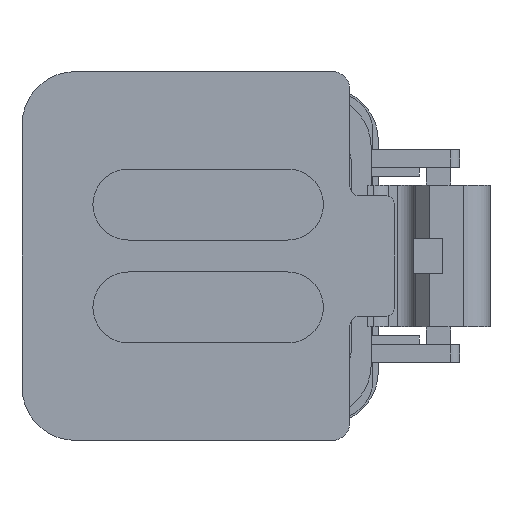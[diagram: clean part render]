
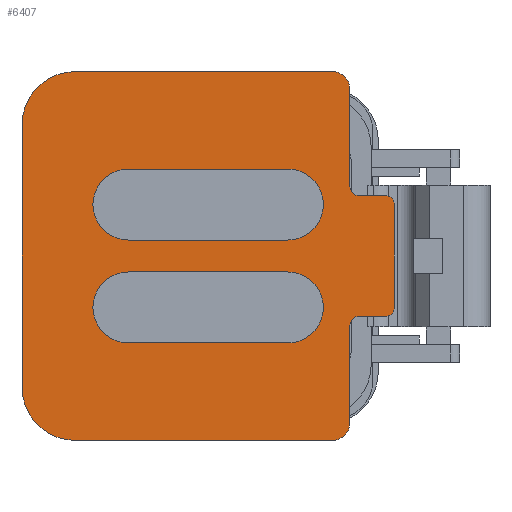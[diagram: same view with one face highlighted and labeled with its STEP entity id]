
A CAD part, left-side view. The second image highlights one B-rep face of the part: STEP entity #6407.
In plain terms, the highlighted face is planar.
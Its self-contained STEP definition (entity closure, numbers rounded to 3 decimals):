
#114=CIRCLE('',#6851,3.);
#116=CIRCLE('',#6855,3.);
#118=CIRCLE('',#6859,1.);
#120=CIRCLE('',#6862,0.5);
#121=CIRCLE('',#6864,0.5);
#122=CIRCLE('',#6867,0.5);
#124=CIRCLE('',#6870,0.5);
#126=CIRCLE('',#6873,2.);
#128=CIRCLE('',#6877,2.);
#130=CIRCLE('',#6881,2.);
#132=CIRCLE('',#6886,2.);
#134=CIRCLE('',#6889,1.);
#974=ORIENTED_EDGE('',*,*,#2587,.F.);
#975=ORIENTED_EDGE('',*,*,#2591,.F.);
#976=ORIENTED_EDGE('',*,*,#2594,.F.);
#977=ORIENTED_EDGE('',*,*,#2598,.F.);
#978=ORIENTED_EDGE('',*,*,#2577,.F.);
#979=ORIENTED_EDGE('',*,*,#2581,.F.);
#980=ORIENTED_EDGE('',*,*,#2584,.F.);
#981=ORIENTED_EDGE('',*,*,#2596,.F.);
#982=ORIENTED_EDGE('',*,*,#2550,.T.);
#983=ORIENTED_EDGE('',*,*,#2554,.T.);
#984=ORIENTED_EDGE('',*,*,#2557,.T.);
#985=ORIENTED_EDGE('',*,*,#2560,.T.);
#986=ORIENTED_EDGE('',*,*,#2563,.T.);
#987=ORIENTED_EDGE('',*,*,#2565,.T.);
#988=ORIENTED_EDGE('',*,*,#2523,.T.);
#989=ORIENTED_EDGE('',*,*,#2567,.F.);
#990=ORIENTED_EDGE('',*,*,#2529,.T.);
#991=ORIENTED_EDGE('',*,*,#2569,.T.);
#992=ORIENTED_EDGE('',*,*,#2571,.T.);
#993=ORIENTED_EDGE('',*,*,#2572,.T.);
#994=ORIENTED_EDGE('',*,*,#2535,.T.);
#995=ORIENTED_EDGE('',*,*,#2574,.F.);
#996=ORIENTED_EDGE('',*,*,#2541,.T.);
#997=ORIENTED_EDGE('',*,*,#2600,.T.);
#2523=EDGE_CURVE('',#3394,#3393,#4047,.T.);
#2529=EDGE_CURVE('',#3400,#3399,#4053,.T.);
#2535=EDGE_CURVE('',#3406,#3405,#4059,.T.);
#2541=EDGE_CURVE('',#3412,#3411,#4065,.T.);
#2550=EDGE_CURVE('',#3419,#3418,#4072,.T.);
#2554=EDGE_CURVE('',#3418,#3421,#114,.T.);
#2557=EDGE_CURVE('',#3421,#3423,#4077,.T.);
#2560=EDGE_CURVE('',#3423,#3425,#116,.T.);
#2563=EDGE_CURVE('',#3425,#3427,#4081,.T.);
#2565=EDGE_CURVE('',#3427,#3394,#118,.T.);
#2567=EDGE_CURVE('',#3400,#3393,#120,.T.);
#2569=EDGE_CURVE('',#3399,#3428,#121,.T.);
#2571=EDGE_CURVE('',#3428,#3429,#4084,.T.);
#2572=EDGE_CURVE('',#3429,#3406,#122,.T.);
#2574=EDGE_CURVE('',#3412,#3405,#124,.T.);
#2577=EDGE_CURVE('',#3432,#3433,#126,.T.);
#2581=EDGE_CURVE('',#3435,#3432,#4089,.T.);
#2584=EDGE_CURVE('',#3437,#3435,#128,.T.);
#2587=EDGE_CURVE('',#3440,#3441,#4093,.T.);
#2591=EDGE_CURVE('',#3443,#3440,#130,.T.);
#2594=EDGE_CURVE('',#3445,#3443,#4098,.T.);
#2596=EDGE_CURVE('',#3433,#3437,#4100,.T.);
#2598=EDGE_CURVE('',#3441,#3445,#132,.T.);
#2600=EDGE_CURVE('',#3411,#3419,#134,.T.);
#3393=VERTEX_POINT('',#9654);
#3394=VERTEX_POINT('',#9656);
#3399=VERTEX_POINT('',#9667);
#3400=VERTEX_POINT('',#9669);
#3405=VERTEX_POINT('',#9680);
#3406=VERTEX_POINT('',#9682);
#3411=VERTEX_POINT('',#9693);
#3412=VERTEX_POINT('',#9695);
#3418=VERTEX_POINT('',#9711);
#3419=VERTEX_POINT('',#9713);
#3421=VERTEX_POINT('',#9719);
#3423=VERTEX_POINT('',#9725);
#3425=VERTEX_POINT('',#9731);
#3427=VERTEX_POINT('',#9737);
#3428=VERTEX_POINT('',#9747);
#3429=VERTEX_POINT('',#9751);
#3432=VERTEX_POINT('',#9763);
#3433=VERTEX_POINT('',#9765);
#3435=VERTEX_POINT('',#9771);
#3437=VERTEX_POINT('',#9777);
#3440=VERTEX_POINT('',#9784);
#3441=VERTEX_POINT('',#9786);
#3443=VERTEX_POINT('',#9792);
#3445=VERTEX_POINT('',#9798);
#4047=LINE('',#9655,#4757);
#4053=LINE('',#9668,#4763);
#4059=LINE('',#9681,#4769);
#4065=LINE('',#9694,#4775);
#4072=LINE('',#9712,#4782);
#4077=LINE('',#9726,#4787);
#4081=LINE('',#9738,#4791);
#4084=LINE('',#9752,#4794);
#4089=LINE('',#9772,#4799);
#4093=LINE('',#9785,#4803);
#4098=LINE('',#9799,#4808);
#4100=LINE('',#9802,#4810);
#4757=VECTOR('',#7755,1000.);
#4763=VECTOR('',#7763,1000.);
#4769=VECTOR('',#7771,1000.);
#4775=VECTOR('',#7779,1000.);
#4782=VECTOR('',#7794,1000.);
#4787=VECTOR('',#7807,1000.);
#4791=VECTOR('',#7819,1000.);
#4794=VECTOR('',#7840,1000.);
#4799=VECTOR('',#7863,1000.);
#4803=VECTOR('',#7875,1000.);
#4808=VECTOR('',#7888,1000.);
#4810=VECTOR('',#7892,1000.);
#5423=EDGE_LOOP('',(#974,#975,#976,#977));
#5424=EDGE_LOOP('',(#978,#979,#980,#981));
#5425=EDGE_LOOP('',(#982,#983,#984,#985,#986,#987,#988,#989,#990,#991,#992,
#993,#994,#995,#996,#997));
#5813=FACE_BOUND('',#5423,.T.);
#5814=FACE_BOUND('',#5424,.T.);
#5815=FACE_BOUND('',#5425,.T.);
#6139=PLANE('',#6890);
#6407=ADVANCED_FACE('',(#5813,#5814,#5815),#6139,.T.);
#6851=AXIS2_PLACEMENT_3D('',#9720,#7801,#7802);
#6855=AXIS2_PLACEMENT_3D('',#9732,#7813,#7814);
#6859=AXIS2_PLACEMENT_3D('',#9741,#7824,#7825);
#6862=AXIS2_PLACEMENT_3D('',#9744,#7830,#7831);
#6864=AXIS2_PLACEMENT_3D('',#9748,#7835,#7836);
#6867=AXIS2_PLACEMENT_3D('',#9754,#7843,#7844);
#6870=AXIS2_PLACEMENT_3D('',#9757,#7849,#7850);
#6873=AXIS2_PLACEMENT_3D('',#9764,#7856,#7857);
#6877=AXIS2_PLACEMENT_3D('',#9778,#7869,#7870);
#6881=AXIS2_PLACEMENT_3D('',#9793,#7882,#7883);
#6886=AXIS2_PLACEMENT_3D('',#9805,#7897,#7898);
#6889=AXIS2_PLACEMENT_3D('',#9808,#7903,#7904);
#6890=AXIS2_PLACEMENT_3D('',#9809,#7905,#7906);
#7755=DIRECTION('',(0.,0.,1.));
#7763=DIRECTION('',(0.,1.,0.));
#7771=DIRECTION('',(0.,-1.,0.));
#7779=DIRECTION('',(0.,0.,1.));
#7794=DIRECTION('',(0.,-1.,0.));
#7801=DIRECTION('',(1.,0.,0.));
#7802=DIRECTION('',(0.,0.,-1.));
#7807=DIRECTION('',(0.,0.,-1.));
#7813=DIRECTION('',(1.,0.,0.));
#7814=DIRECTION('',(0.,0.,-1.));
#7819=DIRECTION('',(0.,1.,0.));
#7824=DIRECTION('',(1.,0.,0.));
#7825=DIRECTION('',(0.,0.,-1.));
#7830=DIRECTION('',(1.,0.,0.));
#7831=DIRECTION('',(0.,0.,-1.));
#7835=DIRECTION('',(1.,0.,0.));
#7836=DIRECTION('',(0.,0.,-1.));
#7840=DIRECTION('',(0.,0.,1.));
#7843=DIRECTION('',(1.,0.,0.));
#7844=DIRECTION('',(0.,0.,-1.));
#7849=DIRECTION('',(1.,0.,0.));
#7850=DIRECTION('',(0.,0.,-1.));
#7856=DIRECTION('',(1.,0.,0.));
#7857=DIRECTION('',(0.,0.,-1.));
#7863=DIRECTION('',(0.,1.,0.));
#7869=DIRECTION('',(1.,0.,0.));
#7870=DIRECTION('',(0.,0.,-1.));
#7875=DIRECTION('',(0.,-1.,0.));
#7882=DIRECTION('',(1.,0.,0.));
#7883=DIRECTION('',(0.,0.,-1.));
#7888=DIRECTION('',(0.,1.,0.));
#7892=DIRECTION('',(0.,-1.,0.));
#7897=DIRECTION('',(1.,0.,0.));
#7898=DIRECTION('',(0.,0.,-1.));
#7903=DIRECTION('',(1.,0.,0.));
#7904=DIRECTION('',(0.,0.,-1.));
#7905=DIRECTION('',(1.,0.,0.));
#7906=DIRECTION('',(0.,0.,-1.));
#9654=CARTESIAN_POINT('',(5.2,7.9,-3.9));
#9655=CARTESIAN_POINT('',(5.2,7.9,-9.4));
#9656=CARTESIAN_POINT('',(5.2,7.9,-9.4));
#9667=CARTESIAN_POINT('',(5.2,9.9,-3.4));
#9668=CARTESIAN_POINT('',(5.2,8.4,-3.4));
#9669=CARTESIAN_POINT('',(5.2,8.4,-3.4));
#9680=CARTESIAN_POINT('',(5.2,8.4,3.4));
#9681=CARTESIAN_POINT('',(5.2,9.9,3.4));
#9682=CARTESIAN_POINT('',(5.2,9.9,3.4));
#9693=CARTESIAN_POINT('',(5.2,7.9,9.4));
#9694=CARTESIAN_POINT('',(5.2,7.9,3.9));
#9695=CARTESIAN_POINT('',(5.2,7.9,3.9));
#9711=CARTESIAN_POINT('',(5.2,-7.6,10.4));
#9712=CARTESIAN_POINT('',(5.2,6.9,10.4));
#9713=CARTESIAN_POINT('',(5.2,6.9,10.4));
#9719=CARTESIAN_POINT('',(5.2,-10.6,7.4));
#9720=CARTESIAN_POINT('',(5.2,-7.6,7.4));
#9725=CARTESIAN_POINT('',(5.2,-10.6,-7.4));
#9726=CARTESIAN_POINT('',(5.2,-10.6,7.4));
#9731=CARTESIAN_POINT('',(5.2,-7.6,-10.4));
#9732=CARTESIAN_POINT('',(5.2,-7.6,-7.4));
#9737=CARTESIAN_POINT('',(5.2,6.9,-10.4));
#9738=CARTESIAN_POINT('',(5.2,-7.6,-10.4));
#9741=CARTESIAN_POINT('',(5.2,6.9,-9.4));
#9744=CARTESIAN_POINT('',(5.2,8.4,-3.9));
#9747=CARTESIAN_POINT('',(5.2,10.4,-2.9));
#9748=CARTESIAN_POINT('',(5.2,9.9,-2.9));
#9751=CARTESIAN_POINT('',(5.2,10.4,2.9));
#9752=CARTESIAN_POINT('',(5.2,10.4,-2.9));
#9754=CARTESIAN_POINT('',(5.2,9.9,2.9));
#9757=CARTESIAN_POINT('',(5.2,8.4,3.9));
#9763=CARTESIAN_POINT('',(5.2,4.4,-4.9));
#9764=CARTESIAN_POINT('',(5.2,4.4,-2.9));
#9765=CARTESIAN_POINT('',(5.2,4.4,-0.9));
#9771=CARTESIAN_POINT('',(5.2,-4.6,-4.9));
#9772=CARTESIAN_POINT('',(5.2,-4.6,-4.9));
#9777=CARTESIAN_POINT('',(5.2,-4.6,-0.9));
#9778=CARTESIAN_POINT('',(5.2,-4.6,-2.9));
#9784=CARTESIAN_POINT('',(5.2,4.4,4.9));
#9785=CARTESIAN_POINT('',(5.2,4.4,4.9));
#9786=CARTESIAN_POINT('',(5.2,-4.6,4.9));
#9792=CARTESIAN_POINT('',(5.2,4.4,0.9));
#9793=CARTESIAN_POINT('',(5.2,4.4,2.9));
#9798=CARTESIAN_POINT('',(5.2,-4.6,0.9));
#9799=CARTESIAN_POINT('',(5.2,-4.6,0.9));
#9802=CARTESIAN_POINT('',(5.2,4.4,-0.9));
#9805=CARTESIAN_POINT('',(5.2,-4.6,2.9));
#9808=CARTESIAN_POINT('',(5.2,6.9,9.4));
#9809=CARTESIAN_POINT('',(5.2,-7.6,7.4));
